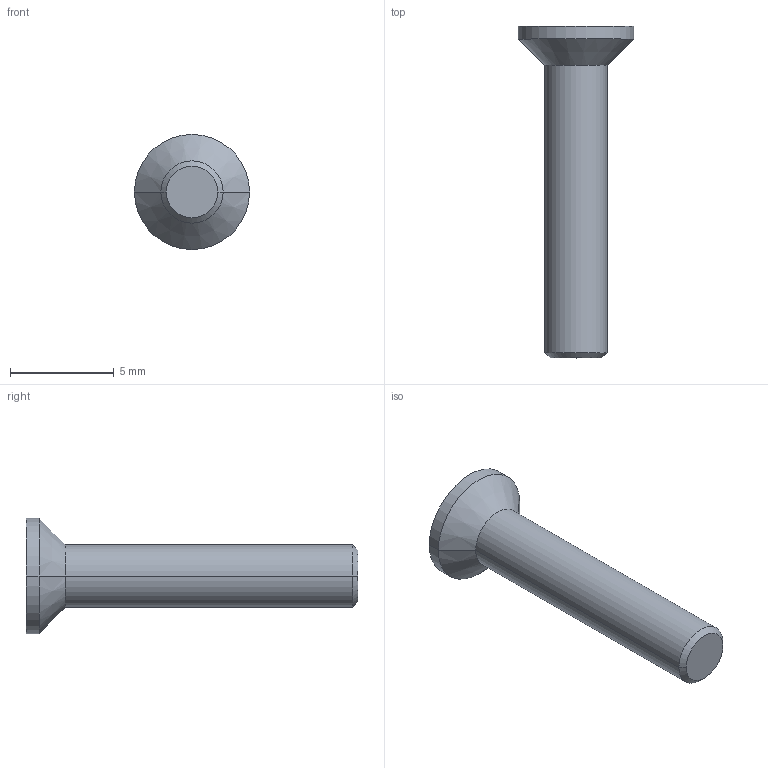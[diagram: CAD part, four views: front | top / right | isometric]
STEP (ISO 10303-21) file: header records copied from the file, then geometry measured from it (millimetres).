
FILE_DESCRIPTION (( 'STEP AP203' ), '1' );
FILE_NAME ('2317-B.STEP', '2015-11-04T09:12:46', ( '' ), ( '' ), 'SwSTEP 2.0', 'SolidWorks 2015', '' );
FILE_SCHEMA (( 'CONFIG_CONTROL_DESIGN' ));
Length unit declared in the file: millimetre
Products named in the file (1): 2317-B
Bounding box: 5.55 x 16 x 5.55 mm (x, y, z)
Volume: 129.5 mm3; surface area: 205.8 mm2
Topology: 1 solids, 1 shells, 27 faces, 66 edges, 42 vertices
Faces by surface type: plane 15, cone 8, cylinder 4
Entity records: 871 total; most frequent: CARTESIAN_POINT 160, ORIENTED_EDGE 132, DIRECTION 128, EDGE_CURVE 66, VECTOR 44, LINE 44, AXIS2_PLACEMENT_3D 42, VERTEX_POINT 42
